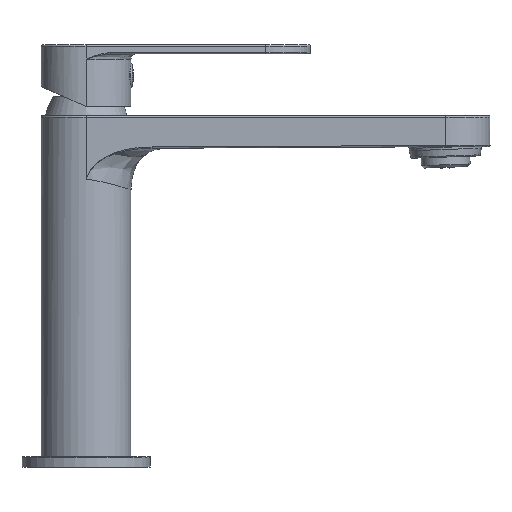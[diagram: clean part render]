
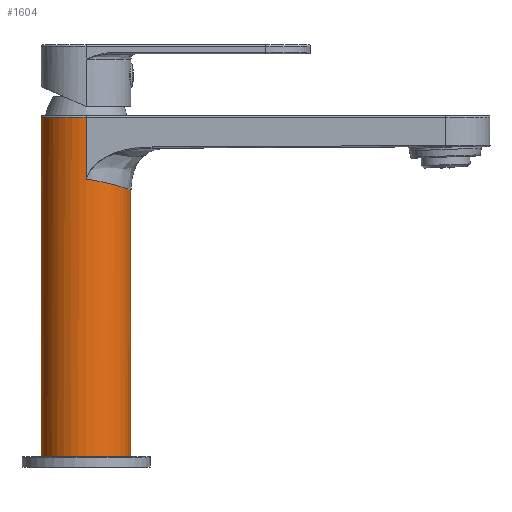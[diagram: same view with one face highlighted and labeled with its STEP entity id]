
A CAD part, front view. The second image highlights one B-rep face of the part: STEP entity #1604.
In plain terms, the highlighted cylindrical face has radius 17.5 mm (diameter 35 mm), a partial arc.
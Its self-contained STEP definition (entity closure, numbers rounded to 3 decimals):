
#49=CARTESIAN_POINT('',(0.,0.,
0.1));
#50=DIRECTION('',(0.,0.,1.));
#51=DIRECTION('',(-1.,0.,0.));
#52=AXIS2_PLACEMENT_3D('',#49,#50,#51);
#54=CARTESIAN_POINT('',(0.,0.,
0.1));
#55=DIRECTION('',(0.,0.,1.));
#56=DIRECTION('',(0.,-1.,0.));
#57=AXIS2_PLACEMENT_3D('',#54,#55,#56);
#63=DIRECTION('',(0.,0.,1.));
#64=VECTOR('',#63,132.4);
#65=CARTESIAN_POINT('',(-17.5,0.,0.1));
#66=LINE('',#65,#64);
#67=DIRECTION('',(0.,0.,-1.));
#68=VECTOR('',#67,24.191);
#69=CARTESIAN_POINT('',(0.,-17.5,132.5));
#70=LINE('',#69,#68);
#71=CARTESIAN_POINT('',(0.,-17.5,108.309));
#72=CARTESIAN_POINT('',(4.449,-17.5,107.682));
#73=CARTESIAN_POINT('',(13.573,-13.88,105.518));
#74=CARTESIAN_POINT('',(17.5,-4.638,103.98));
#75=CARTESIAN_POINT('',(17.5,0.,103.98));
#77=DIRECTION('',(0.,0.,-1.));
#78=VECTOR('',#77,103.88);
#79=CARTESIAN_POINT('',(17.5,0.,103.98));
#80=LINE('',#79,#78);
#251=CARTESIAN_POINT('',(0.,-17.5,108.309));
#286=CARTESIAN_POINT('',(0.,0.,132.5));
#287=DIRECTION('',(0.,0.,-1.));
#288=DIRECTION('',(0.,-1.,0.));
#289=AXIS2_PLACEMENT_3D('',#286,#287,#288);
#291=CARTESIAN_POINT('',(0.,0.,132.5));
#292=DIRECTION('',(0.,0.,-1.));
#293=DIRECTION('',(-0.996,-0.09,0.));
#294=AXIS2_PLACEMENT_3D('',#291,#292,#293);
#1491=CARTESIAN_POINT('',(0.,-17.5,132.5));
#1492=VERTEX_POINT('',#1491);
#1493=VERTEX_POINT('',#251);
#1498=CARTESIAN_POINT('',(-17.429,-1.575,132.5));
#1499=VERTEX_POINT('',#1498);
#1500=CARTESIAN_POINT('',(-17.5,0.,132.5));
#1501=VERTEX_POINT('',#1500);
#1510=CARTESIAN_POINT('',(0.,-17.5,0.1));
#1511=CARTESIAN_POINT('',(17.5,0.,0.1));
#1512=VERTEX_POINT('',#1510);
#1513=VERTEX_POINT('',#1511);
#1514=CARTESIAN_POINT('',(-17.5,0.,0.1));
#1515=VERTEX_POINT('',#1514);
#1516=VERTEX_POINT('',#75);
#1583=CARTESIAN_POINT('',(0.,0.,139.65));
#1584=DIRECTION('',(0.,0.,-1.));
#1585=DIRECTION('',(-1.,0.,0.));
#1586=AXIS2_PLACEMENT_3D('',#1583,#1584,#1585);
#1587=CYLINDRICAL_SURFACE('',#1586,17.5);
#1588=ORIENTED_EDGE('',*,*,#1577,.F.);
#1589=ORIENTED_EDGE('',*,*,#1575,.F.);
#1591=ORIENTED_EDGE('',*,*,#1590,.T.);
#1593=ORIENTED_EDGE('',*,*,#1592,.F.);
#1595=ORIENTED_EDGE('',*,*,#1594,.F.);
#1597=ORIENTED_EDGE('',*,*,#1596,.T.);
#1599=ORIENTED_EDGE('',*,*,#1598,.T.);
#1601=ORIENTED_EDGE('',*,*,#1600,.T.);
#1602=EDGE_LOOP('',(#1588,#1589,#1591,#1593,#1595,#1597,#1599,#1601));
#1603=FACE_OUTER_BOUND('',#1602,.F.);
#1604=ADVANCED_FACE('',(#1603),#1587,.T.);
#53=CIRCLE('',#52,17.5);
#58=CIRCLE('',#57,17.5);
#76=B_SPLINE_CURVE_WITH_KNOTS('',3,(#71,#72,#73,#74,#75),.UNSPECIFIED.,.F.,.F.,(
4,1,4),(0.,0.5,1.),.UNSPECIFIED.);
#290=CIRCLE('',#289,17.5);
#295=CIRCLE('',#294,17.5);
#1575=EDGE_CURVE('',#1515,#1512,#53,.T.);
#1577=EDGE_CURVE('',#1512,#1513,#58,.T.);
#1590=EDGE_CURVE('',#1515,#1501,#66,.T.);
#1592=EDGE_CURVE('',#1499,#1501,#295,.T.);
#1594=EDGE_CURVE('',#1492,#1499,#290,.T.);
#1596=EDGE_CURVE('',#1492,#1493,#70,.T.);
#1598=EDGE_CURVE('',#1493,#1516,#76,.T.);
#1600=EDGE_CURVE('',#1516,#1513,#80,.T.);
